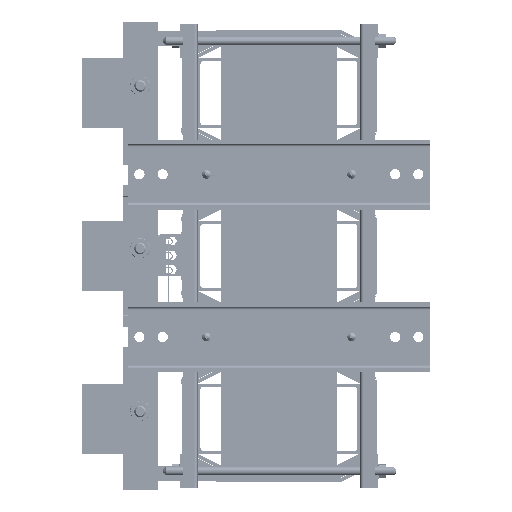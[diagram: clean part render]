
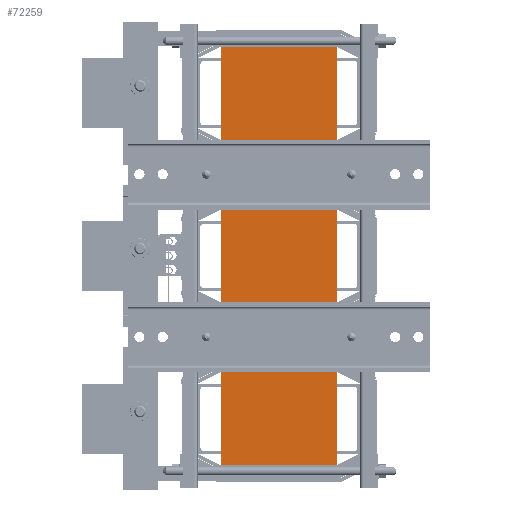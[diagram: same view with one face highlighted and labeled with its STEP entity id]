
A CAD part, left-side view. The second image highlights one B-rep face of the part: STEP entity #72259.
In plain terms, the highlighted face is planar.
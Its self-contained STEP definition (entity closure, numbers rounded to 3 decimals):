
#5058=FACE_OUTER_BOUND('',#9024,.T.);
#9024=EDGE_LOOP('',(#47899,#47900,#47901,#47902));
#13345=LINE('',#103632,#21591);
#13348=LINE('',#103637,#21594);
#13350=LINE('',#103641,#21596);
#13352=LINE('',#103644,#21598);
#21591=VECTOR('',#83189,0.394);
#21594=VECTOR('',#83194,0.394);
#21596=VECTOR('',#83198,0.394);
#21598=VECTOR('',#83202,0.394);
#29837=VERTEX_POINT('',#103630);
#29838=VERTEX_POINT('',#103631);
#29839=VERTEX_POINT('',#103636);
#29840=VERTEX_POINT('',#103640);
#37037=EDGE_CURVE('',#29837,#29838,#13345,.T.);
#37040=EDGE_CURVE('',#29838,#29839,#13348,.T.);
#37042=EDGE_CURVE('',#29839,#29840,#13350,.T.);
#37044=EDGE_CURVE('',#29840,#29837,#13352,.T.);
#47899=ORIENTED_EDGE('',*,*,#37037,.F.);
#47900=ORIENTED_EDGE('',*,*,#37044,.F.);
#47901=ORIENTED_EDGE('',*,*,#37042,.F.);
#47902=ORIENTED_EDGE('',*,*,#37040,.F.);
#69576=PLANE('',#77085);
#72259=ADVANCED_FACE('',(#5058),#69576,.T.);
#77085=AXIS2_PLACEMENT_3D('',#103645,#83203,#83204);
#83189=DIRECTION('',(0.,1.,0.));
#83194=DIRECTION('',(1.,0.,0.));
#83198=DIRECTION('',(0.,-1.,0.));
#83202=DIRECTION('',(-1.,0.,0.));
#83203=DIRECTION('center_axis',(0.,0.,1.));
#83204=DIRECTION('ref_axis',(1.,0.,0.));
#103630=CARTESIAN_POINT('',(-1.722,-4.058,2.));
#103631=CARTESIAN_POINT('',(-1.722,0.942,2.));
#103632=CARTESIAN_POINT('',(-1.722,-4.058,2.));
#103636=CARTESIAN_POINT('',(16.278,0.942,2.));
#103637=CARTESIAN_POINT('',(-1.722,0.942,2.));
#103640=CARTESIAN_POINT('',(16.278,-4.058,2.));
#103641=CARTESIAN_POINT('',(16.278,0.942,2.));
#103644=CARTESIAN_POINT('',(16.278,-4.058,2.));
#103645=CARTESIAN_POINT('Origin',(7.278,-1.558,2.));
